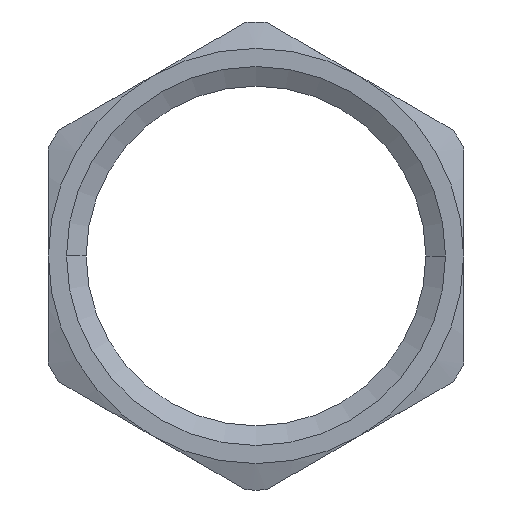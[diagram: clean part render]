
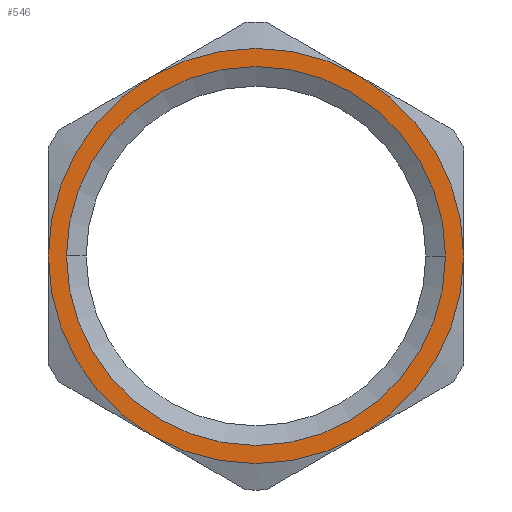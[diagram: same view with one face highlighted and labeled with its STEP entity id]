
A CAD part, left-side view. The second image highlights one B-rep face of the part: STEP entity #546.
In plain terms, the highlighted planar face has unit normal (-1, 0, 0).
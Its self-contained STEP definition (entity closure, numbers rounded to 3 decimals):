
#144=CARTESIAN_POINT('',(13.265,5.02,6.25));
#145=VERTEX_POINT('',#144);
#159=CARTESIAN_POINT('',(13.265,-5.02,6.25));
#160=VERTEX_POINT('',#159);
#167=CARTESIAN_POINT('',(13.265,0.,6.25));
#168=DIRECTION('',(-1.0,0.0,0.0));
#169=DIRECTION('',(0.0,1.0,0.0));
#170=AXIS2_PLACEMENT_3D('',#167,#168,#169);
#171=CIRCLE('',#170,5.02);
#172=EDGE_CURVE('',#160,#145,#171,.T.);
#193=CARTESIAN_POINT('',(13.265,2.75,11.013));
#194=VERTEX_POINT('',#193);
#208=CARTESIAN_POINT('',(13.265,-2.75,11.013));
#209=VERTEX_POINT('',#208);
#210=CARTESIAN_POINT('',(13.265,0.,6.25));
#211=DIRECTION('',(-1.0,0.0,0.0));
#212=DIRECTION('',(0.0,0.0,1.0));
#213=AXIS2_PLACEMENT_3D('',#210,#211,#212);
#214=CIRCLE('',#213,5.5);
#215=EDGE_CURVE('',#209,#194,#214,.T.);
#249=CARTESIAN_POINT('',(13.265,-2.75,1.487));
#250=VERTEX_POINT('',#249);
#264=CARTESIAN_POINT('',(13.265,2.75,1.487));
#265=VERTEX_POINT('',#264);
#266=CARTESIAN_POINT('',(13.265,0.,6.25));
#267=DIRECTION('',(-1.0,0.0,0.0));
#268=DIRECTION('',(0.0,0.0,1.0));
#269=AXIS2_PLACEMENT_3D('',#266,#267,#268);
#270=CIRCLE('',#269,5.5);
#271=EDGE_CURVE('',#265,#250,#270,.T.);
#407=CARTESIAN_POINT('',(13.265,0.,6.25));
#408=DIRECTION('',(-1.0,0.0,0.0));
#409=DIRECTION('',(0.0,1.0,0.0));
#410=AXIS2_PLACEMENT_3D('',#407,#408,#409);
#411=CIRCLE('',#410,5.02);
#412=EDGE_CURVE('',#145,#160,#411,.T.);
#501=CARTESIAN_POINT('',(13.265,6.05,12.3));
#502=DIRECTION('',(1.0,0.0,0.0));
#503=DIRECTION('',(0.0,1.0,0.0));
#504=AXIS2_PLACEMENT_3D('',#501,#502,#503);
#505=PLANE('',#504);
#506=CARTESIAN_POINT('',(13.265,-5.5,6.25));
#507=VERTEX_POINT('',#506);
#508=CARTESIAN_POINT('',(13.265,0.,6.25));
#509=DIRECTION('',(-1.0,0.0,0.0));
#510=DIRECTION('',(0.0,0.0,1.0));
#511=AXIS2_PLACEMENT_3D('',#508,#509,#510);
#512=CIRCLE('',#511,5.5);
#513=EDGE_CURVE('',#250,#507,#512,.T.);
#514=ORIENTED_EDGE('',*,*,#513,.T.);
#515=CARTESIAN_POINT('',(13.265,0.,6.25));
#516=DIRECTION('',(-1.0,0.0,0.0));
#517=DIRECTION('',(0.0,0.0,1.0));
#518=AXIS2_PLACEMENT_3D('',#515,#516,#517);
#519=CIRCLE('',#518,5.5);
#520=EDGE_CURVE('',#507,#209,#519,.T.);
#521=ORIENTED_EDGE('',*,*,#520,.T.);
#522=ORIENTED_EDGE('',*,*,#215,.T.);
#523=CARTESIAN_POINT('',(13.265,5.5,6.25));
#524=VERTEX_POINT('',#523);
#525=CARTESIAN_POINT('',(13.265,0.,6.25));
#526=DIRECTION('',(-1.0,0.0,0.0));
#527=DIRECTION('',(0.0,0.0,1.0));
#528=AXIS2_PLACEMENT_3D('',#525,#526,#527);
#529=CIRCLE('',#528,5.5);
#530=EDGE_CURVE('',#194,#524,#529,.T.);
#531=ORIENTED_EDGE('',*,*,#530,.T.);
#532=CARTESIAN_POINT('',(13.265,0.,6.25));
#533=DIRECTION('',(-1.0,0.0,0.0));
#534=DIRECTION('',(0.0,0.0,1.0));
#535=AXIS2_PLACEMENT_3D('',#532,#533,#534);
#536=CIRCLE('',#535,5.5);
#537=EDGE_CURVE('',#524,#265,#536,.T.);
#538=ORIENTED_EDGE('',*,*,#537,.T.);
#539=ORIENTED_EDGE('',*,*,#271,.T.);
#540=EDGE_LOOP('',(#514,#521,#522,#531,#538,#539));
#541=FACE_OUTER_BOUND('',#540,.T.);
#542=ORIENTED_EDGE('',*,*,#172,.F.);
#543=ORIENTED_EDGE('',*,*,#412,.F.);
#544=EDGE_LOOP('',(#542,#543));
#545=FACE_BOUND('',#544,.T.);
#546=ADVANCED_FACE('',(#541,#545),#505,.F.);
